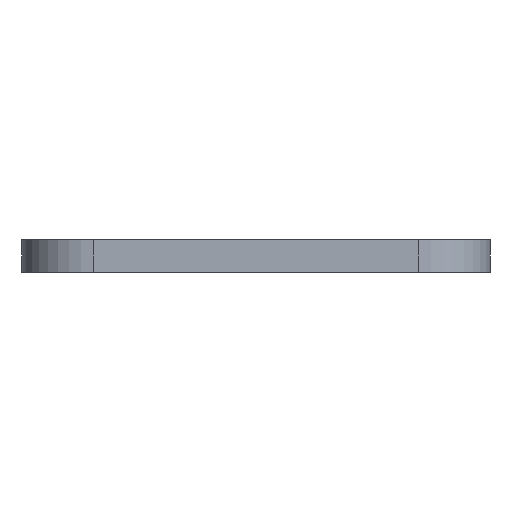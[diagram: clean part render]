
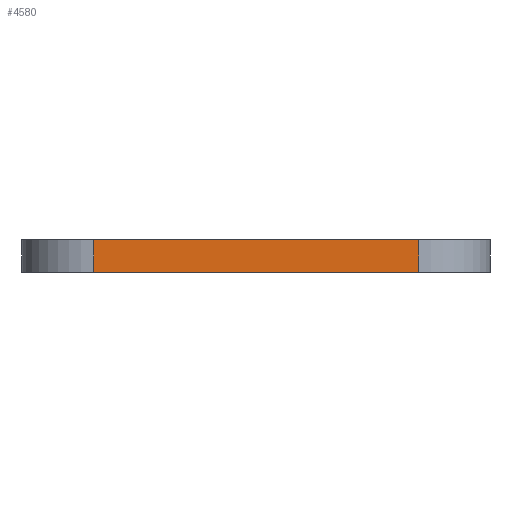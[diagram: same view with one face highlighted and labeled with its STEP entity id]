
A CAD part, left-side view. The second image highlights one B-rep face of the part: STEP entity #4580.
In plain terms, the highlighted planar face has unit normal (-1, 0, 0).
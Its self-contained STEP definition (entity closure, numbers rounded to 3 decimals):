
#424 = AXIS2_PLACEMENT_3D ( 'NONE', #6362, #6373, #6374 ) ;
#1003 = CARTESIAN_POINT ( 'NONE',  ( -61., 25., 0. ) ) ;
#1005 = LINE ( 'NONE', #1003, #7520 ) ;
#1010 = DIRECTION ( 'NONE',  ( 0., -1., 0. ) ) ;
#1108 = LINE ( 'NONE', #1109, #7560 ) ;
#1109 = CARTESIAN_POINT ( 'NONE',  ( -61., 25., 5. ) ) ;
#1110 = DIRECTION ( 'NONE',  ( 0., 0., -1. ) ) ;
#1111 = LINE ( 'NONE', #1112, #7561 ) ;
#1112 = CARTESIAN_POINT ( 'NONE',  ( -61., -25., 5. ) ) ;
#1113 = DIRECTION ( 'NONE',  ( 0., 0., -1. ) ) ;
#4039 = LINE ( 'NONE', #4040, #4170 ) ;
#4040 = CARTESIAN_POINT ( 'NONE',  ( -61., 25., 5. ) ) ;
#4050 = DIRECTION ( 'NONE',  ( 0., -1., 0. ) ) ;
#4170 = VECTOR ( 'NONE', #4050, 1000. ) ;
#4284 = VERTEX_POINT ( 'NONE', #6142 ) ;
#4289 = VERTEX_POINT ( 'NONE', #6147 ) ;
#4334 = ORIENTED_EDGE ( 'NONE', *, *, #5926, .T. ) ;
#4335 = ORIENTED_EDGE ( 'NONE', *, *, #5960, .F. ) ;
#4336 = ORIENTED_EDGE ( 'NONE', *, *, #8822, .F. ) ;
#4337 = ORIENTED_EDGE ( 'NONE', *, *, #5959, .T. ) ;
#4580 = ADVANCED_FACE ( 'NONE', ( #6369 ), #6370, .F. ) ;
#4832 = VERTEX_POINT ( 'NONE', #6925 ) ;
#4833 = VERTEX_POINT ( 'NONE', #6926 ) ;
#5401 = EDGE_LOOP ( 'NONE', ( #4334, #4335, #4336, #4337 ) ) ;
#5926 = EDGE_CURVE ( 'NONE', #4284, #4289, #1005, .T. ) ;
#5959 = EDGE_CURVE ( 'NONE', #4832, #4284, #1108, .T. ) ;
#5960 = EDGE_CURVE ( 'NONE', #4833, #4289, #1111, .T. ) ;
#6142 = CARTESIAN_POINT ( 'NONE',  ( -61., 25., 0. ) ) ;
#6147 = CARTESIAN_POINT ( 'NONE',  ( -61., -25., 0. ) ) ;
#6362 = CARTESIAN_POINT ( 'NONE',  ( -61., 25., 5. ) ) ;
#6369 = FACE_OUTER_BOUND ( 'NONE', #5401, .T. ) ;
#6370 = PLANE ( 'NONE',  #424 ) ;
#6373 = DIRECTION ( 'NONE',  ( 1., 0., 0. ) ) ;
#6374 = DIRECTION ( 'NONE',  ( 0., 0., -1. ) ) ;
#6925 = CARTESIAN_POINT ( 'NONE',  ( -61., 25., 5. ) ) ;
#6926 = CARTESIAN_POINT ( 'NONE',  ( -61., -25., 5. ) ) ;
#7520 = VECTOR ( 'NONE', #1010, 1000. ) ;
#7560 = VECTOR ( 'NONE', #1110, 1000. ) ;
#7561 = VECTOR ( 'NONE', #1113, 1000. ) ;
#8822 = EDGE_CURVE ( 'NONE', #4832, #4833, #4039, .T. ) ;
